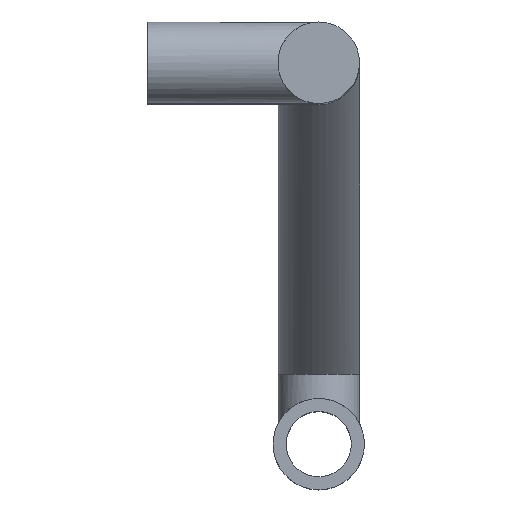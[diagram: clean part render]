
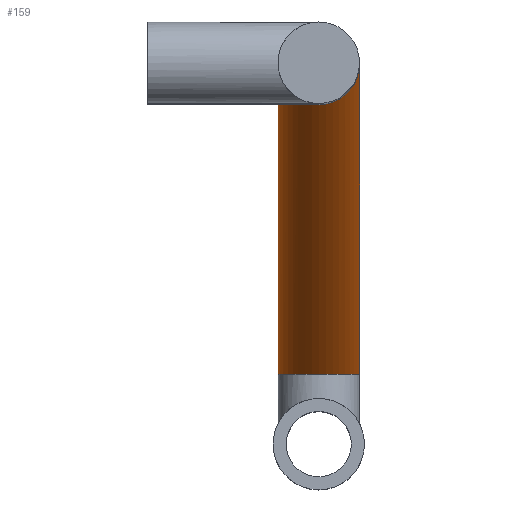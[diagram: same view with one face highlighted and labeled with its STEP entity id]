
A CAD part, top view. The second image highlights one B-rep face of the part: STEP entity #159.
In plain terms, the highlighted free-form (B-spline) face has degree [3, 1] with [66, 2] control points.
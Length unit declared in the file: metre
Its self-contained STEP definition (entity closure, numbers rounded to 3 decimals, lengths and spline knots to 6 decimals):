
#12=B_SPLINE_SURFACE_WITH_KNOTS('',3,1,((#337,#338),(#339,#340),(#341,#342),
(#343,#344),(#345,#346),(#347,#348),(#349,#350),(#351,#352),(#353,#354),
(#355,#356),(#357,#358),(#359,#360),(#361,#362),(#363,#364),(#365,#366),
(#367,#368),(#369,#370),(#371,#372),(#373,#374),(#375,#376),(#377,#378),
(#379,#380),(#381,#382),(#383,#384),(#385,#386),(#387,#388),(#389,#390),
(#391,#392),(#393,#394),(#395,#396),(#397,#398),(#399,#400),(#401,#402),
(#403,#404),(#405,#406),(#407,#408),(#409,#410),(#411,#412),(#413,#414),
(#415,#416),(#417,#418),(#419,#420),(#421,#422),(#423,#424),(#425,#426),
(#427,#428),(#429,#430),(#431,#432),(#433,#434),(#435,#436),(#437,#438),
(#439,#440),(#441,#442),(#443,#444),(#445,#446),(#447,#448),(#449,#450),
(#451,#452),(#453,#454),(#455,#456),(#457,#458),(#459,#460),(#461,#462),
(#463,#464),(#465,#466),(#467,#468)),.RULED_SURF.,.T.,.F.,.F.,(4,2,2,2,
2,2,2,2,2,2,2,2,2,2,2,2,2,2,2,2,2,2,2,2,2,2,2,2,2,2,2,2,4),(2,2),(0.,0.03125,
0.0625,0.09375,0.125,0.15625,0.1875,0.21875,0.25,0.28125,0.3125,0.34375,
0.375,0.40625,0.4375,0.46875,0.5,0.53125,0.5625,0.59375,0.625,0.65625,0.6875,
0.71875,0.75,0.78125,0.8125,0.84375,0.875,0.90625,0.9375,0.96875,1.),(0.,
1.),.UNSPECIFIED.);
#44=ORIENTED_EDGE('',*,*,#69,.F.);
#45=ORIENTED_EDGE('',*,*,#68,.T.);
#46=ORIENTED_EDGE('',*,*,#61,.F.);
#47=ORIENTED_EDGE('',*,*,#62,.T.);
#61=EDGE_CURVE('',#77,#78,#89,.T.);
#62=EDGE_CURVE('',#77,#78,#90,.F.);
#68=EDGE_CURVE('',#84,#85,#95,.T.);
#69=EDGE_CURVE('',#84,#85,#96,.F.);
#77=VERTEX_POINT('',#271);
#78=VERTEX_POINT('',#272);
#84=VERTEX_POINT('',#334);
#85=VERTEX_POINT('',#335);
#89=CIRCLE('',#184,0.025);
#90=CIRCLE('',#185,0.025);
#95=CIRCLE('',#195,0.025);
#96=CIRCLE('',#196,0.025);
#115=EDGE_LOOP('',(#44,#45));
#116=EDGE_LOOP('',(#46,#47));
#139=FACE_BOUND('',#115,.T.);
#140=FACE_BOUND('',#116,.T.);
#159=ADVANCED_FACE('',(#139,#140),#12,.T.);
#184=AXIS2_PLACEMENT_3D('',#270,#219,#220);
#185=AXIS2_PLACEMENT_3D('',#273,#221,#222);
#195=AXIS2_PLACEMENT_3D('',#333,#241,#242);
#196=AXIS2_PLACEMENT_3D('',#336,#243,#244);
#219=DIRECTION('',(0.,0.,1.));
#220=DIRECTION('',(1.,0.,0.));
#221=DIRECTION('',(0.,0.,1.));
#222=DIRECTION('',(1.,0.,0.));
#241=DIRECTION('',(0.,1.,0.));
#242=DIRECTION('',(0.,0.,1.));
#243=DIRECTION('',(0.,1.,0.));
#244=DIRECTION('',(0.,0.,1.));
#270=CARTESIAN_POINT('',(0.,0.,-0.2));
#271=CARTESIAN_POINT('',(0.,0.025,-0.2));
#272=CARTESIAN_POINT('',(0.,-0.025,-0.2));
#273=CARTESIAN_POINT('',(0.,0.,-0.2));
#333=CARTESIAN_POINT('',(0.,-0.19,-0.405));
#334=CARTESIAN_POINT('',(0.,-0.19,-0.38));
#335=CARTESIAN_POINT('',(0.,-0.19,-0.43));
#336=CARTESIAN_POINT('',(0.,-0.19,-0.405));
#337=CARTESIAN_POINT('',(0.,-0.025,-0.2));
#338=CARTESIAN_POINT('',(0.,-0.19,-0.38));
#339=CARTESIAN_POINT('',(-0.001636,-0.025,-0.2));
#340=CARTESIAN_POINT('',(-0.001636,-0.19,-0.38));
#341=CARTESIAN_POINT('',(-0.003272,-0.024839,-0.2));
#342=CARTESIAN_POINT('',(-0.003272,-0.19,-0.380161));
#343=CARTESIAN_POINT('',(-0.006482,-0.0242,-0.2));
#344=CARTESIAN_POINT('',(-0.006482,-0.19,-0.3808));
#345=CARTESIAN_POINT('',(-0.008055,-0.023723,-0.2));
#346=CARTESIAN_POINT('',(-0.008055,-0.19,-0.381277));
#347=CARTESIAN_POINT('',(-0.011079,-0.022471,-0.2));
#348=CARTESIAN_POINT('',(-0.011079,-0.19,-0.382529));
#349=CARTESIAN_POINT('',(-0.012529,-0.021696,-0.2));
#350=CARTESIAN_POINT('',(-0.012529,-0.19,-0.383304));
#351=CARTESIAN_POINT('',(-0.01525,-0.019878,-0.2));
#352=CARTESIAN_POINT('',(-0.01525,-0.19,-0.385122));
#353=CARTESIAN_POINT('',(-0.016521,-0.018835,-0.2));
#354=CARTESIAN_POINT('',(-0.016521,-0.19,-0.386165));
#355=CARTESIAN_POINT('',(-0.018835,-0.016521,-0.2));
#356=CARTESIAN_POINT('',(-0.018835,-0.19,-0.388479));
#357=CARTESIAN_POINT('',(-0.019878,-0.01525,-0.2));
#358=CARTESIAN_POINT('',(-0.019878,-0.19,-0.38975));
#359=CARTESIAN_POINT('',(-0.021696,-0.012529,-0.2));
#360=CARTESIAN_POINT('',(-0.021696,-0.19,-0.392471));
#361=CARTESIAN_POINT('',(-0.022471,-0.011079,-0.2));
#362=CARTESIAN_POINT('',(-0.022471,-0.19,-0.393921));
#363=CARTESIAN_POINT('',(-0.023723,-0.008055,-0.2));
#364=CARTESIAN_POINT('',(-0.023723,-0.19,-0.396945));
#365=CARTESIAN_POINT('',(-0.0242,-0.006482,-0.2));
#366=CARTESIAN_POINT('',(-0.0242,-0.19,-0.398518));
#367=CARTESIAN_POINT('',(-0.024839,-0.003272,-0.2));
#368=CARTESIAN_POINT('',(-0.024839,-0.19,-0.401728));
#369=CARTESIAN_POINT('',(-0.025,-0.001636,-0.2));
#370=CARTESIAN_POINT('',(-0.025,-0.19,-0.403364));
#371=CARTESIAN_POINT('',(-0.025,0.001636,-0.2));
#372=CARTESIAN_POINT('',(-0.025,-0.19,-0.406636));
#373=CARTESIAN_POINT('',(-0.024839,0.003272,-0.2));
#374=CARTESIAN_POINT('',(-0.024839,-0.19,-0.408272));
#375=CARTESIAN_POINT('',(-0.0242,0.006482,-0.2));
#376=CARTESIAN_POINT('',(-0.0242,-0.19,-0.411482));
#377=CARTESIAN_POINT('',(-0.023723,0.008055,-0.2));
#378=CARTESIAN_POINT('',(-0.023723,-0.19,-0.413055));
#379=CARTESIAN_POINT('',(-0.022471,0.011079,-0.2));
#380=CARTESIAN_POINT('',(-0.022471,-0.19,-0.416079));
#381=CARTESIAN_POINT('',(-0.021696,0.012529,-0.2));
#382=CARTESIAN_POINT('',(-0.021696,-0.19,-0.417529));
#383=CARTESIAN_POINT('',(-0.019878,0.01525,-0.2));
#384=CARTESIAN_POINT('',(-0.019878,-0.19,-0.42025));
#385=CARTESIAN_POINT('',(-0.018835,0.016521,-0.2));
#386=CARTESIAN_POINT('',(-0.018835,-0.19,-0.421521));
#387=CARTESIAN_POINT('',(-0.016521,0.018835,-0.2));
#388=CARTESIAN_POINT('',(-0.016521,-0.19,-0.423835));
#389=CARTESIAN_POINT('',(-0.01525,0.019878,-0.2));
#390=CARTESIAN_POINT('',(-0.01525,-0.19,-0.424878));
#391=CARTESIAN_POINT('',(-0.012529,0.021696,-0.2));
#392=CARTESIAN_POINT('',(-0.012529,-0.19,-0.426696));
#393=CARTESIAN_POINT('',(-0.011079,0.022471,-0.2));
#394=CARTESIAN_POINT('',(-0.011079,-0.19,-0.427471));
#395=CARTESIAN_POINT('',(-0.008055,0.023723,-0.2));
#396=CARTESIAN_POINT('',(-0.008055,-0.19,-0.428723));
#397=CARTESIAN_POINT('',(-0.006482,0.0242,-0.2));
#398=CARTESIAN_POINT('',(-0.006482,-0.19,-0.4292));
#399=CARTESIAN_POINT('',(-0.003272,0.024839,-0.2));
#400=CARTESIAN_POINT('',(-0.003272,-0.19,-0.429839));
#401=CARTESIAN_POINT('',(-0.001636,0.025,-0.2));
#402=CARTESIAN_POINT('',(-0.001636,-0.19,-0.43));
#403=CARTESIAN_POINT('',(0.001636,0.025,-0.2));
#404=CARTESIAN_POINT('',(0.001636,-0.19,-0.43));
#405=CARTESIAN_POINT('',(0.003272,0.024839,-0.2));
#406=CARTESIAN_POINT('',(0.003272,-0.19,-0.429839));
#407=CARTESIAN_POINT('',(0.006482,0.0242,-0.2));
#408=CARTESIAN_POINT('',(0.006482,-0.19,-0.4292));
#409=CARTESIAN_POINT('',(0.008055,0.023723,-0.2));
#410=CARTESIAN_POINT('',(0.008055,-0.19,-0.428723));
#411=CARTESIAN_POINT('',(0.011079,0.022471,-0.2));
#412=CARTESIAN_POINT('',(0.011079,-0.19,-0.427471));
#413=CARTESIAN_POINT('',(0.012529,0.021696,-0.2));
#414=CARTESIAN_POINT('',(0.012529,-0.19,-0.426696));
#415=CARTESIAN_POINT('',(0.01525,0.019878,-0.2));
#416=CARTESIAN_POINT('',(0.01525,-0.19,-0.424878));
#417=CARTESIAN_POINT('',(0.016521,0.018835,-0.2));
#418=CARTESIAN_POINT('',(0.016521,-0.19,-0.423835));
#419=CARTESIAN_POINT('',(0.018835,0.016521,-0.2));
#420=CARTESIAN_POINT('',(0.018835,-0.19,-0.421521));
#421=CARTESIAN_POINT('',(0.019878,0.01525,-0.2));
#422=CARTESIAN_POINT('',(0.019878,-0.19,-0.42025));
#423=CARTESIAN_POINT('',(0.021696,0.012529,-0.2));
#424=CARTESIAN_POINT('',(0.021696,-0.19,-0.417529));
#425=CARTESIAN_POINT('',(0.022471,0.011079,-0.2));
#426=CARTESIAN_POINT('',(0.022471,-0.19,-0.416079));
#427=CARTESIAN_POINT('',(0.023723,0.008055,-0.2));
#428=CARTESIAN_POINT('',(0.023723,-0.19,-0.413055));
#429=CARTESIAN_POINT('',(0.0242,0.006482,-0.2));
#430=CARTESIAN_POINT('',(0.0242,-0.19,-0.411482));
#431=CARTESIAN_POINT('',(0.024839,0.003272,-0.2));
#432=CARTESIAN_POINT('',(0.024839,-0.19,-0.408272));
#433=CARTESIAN_POINT('',(0.025,0.001636,-0.2));
#434=CARTESIAN_POINT('',(0.025,-0.19,-0.406636));
#435=CARTESIAN_POINT('',(0.025,-0.001636,-0.2));
#436=CARTESIAN_POINT('',(0.025,-0.19,-0.403364));
#437=CARTESIAN_POINT('',(0.024839,-0.003272,-0.2));
#438=CARTESIAN_POINT('',(0.024839,-0.19,-0.401728));
#439=CARTESIAN_POINT('',(0.0242,-0.006482,-0.2));
#440=CARTESIAN_POINT('',(0.0242,-0.19,-0.398518));
#441=CARTESIAN_POINT('',(0.023723,-0.008055,-0.2));
#442=CARTESIAN_POINT('',(0.023723,-0.19,-0.396945));
#443=CARTESIAN_POINT('',(0.022471,-0.011079,-0.2));
#444=CARTESIAN_POINT('',(0.022471,-0.19,-0.393921));
#445=CARTESIAN_POINT('',(0.021696,-0.012529,-0.2));
#446=CARTESIAN_POINT('',(0.021696,-0.19,-0.392471));
#447=CARTESIAN_POINT('',(0.019878,-0.01525,-0.2));
#448=CARTESIAN_POINT('',(0.019878,-0.19,-0.38975));
#449=CARTESIAN_POINT('',(0.018835,-0.016521,-0.2));
#450=CARTESIAN_POINT('',(0.018835,-0.19,-0.388479));
#451=CARTESIAN_POINT('',(0.016521,-0.018835,-0.2));
#452=CARTESIAN_POINT('',(0.016521,-0.19,-0.386165));
#453=CARTESIAN_POINT('',(0.01525,-0.019878,-0.2));
#454=CARTESIAN_POINT('',(0.01525,-0.19,-0.385122));
#455=CARTESIAN_POINT('',(0.012529,-0.021696,-0.2));
#456=CARTESIAN_POINT('',(0.012529,-0.19,-0.383304));
#457=CARTESIAN_POINT('',(0.011079,-0.022471,-0.2));
#458=CARTESIAN_POINT('',(0.011079,-0.19,-0.382529));
#459=CARTESIAN_POINT('',(0.008055,-0.023723,-0.2));
#460=CARTESIAN_POINT('',(0.008055,-0.19,-0.381277));
#461=CARTESIAN_POINT('',(0.006482,-0.0242,-0.2));
#462=CARTESIAN_POINT('',(0.006482,-0.19,-0.3808));
#463=CARTESIAN_POINT('',(0.003272,-0.024839,-0.2));
#464=CARTESIAN_POINT('',(0.003272,-0.19,-0.380161));
#465=CARTESIAN_POINT('',(0.001636,-0.025,-0.2));
#466=CARTESIAN_POINT('',(0.001636,-0.19,-0.38));
#467=CARTESIAN_POINT('',(0.,-0.025,-0.2));
#468=CARTESIAN_POINT('',(0.,-0.19,-0.38));
